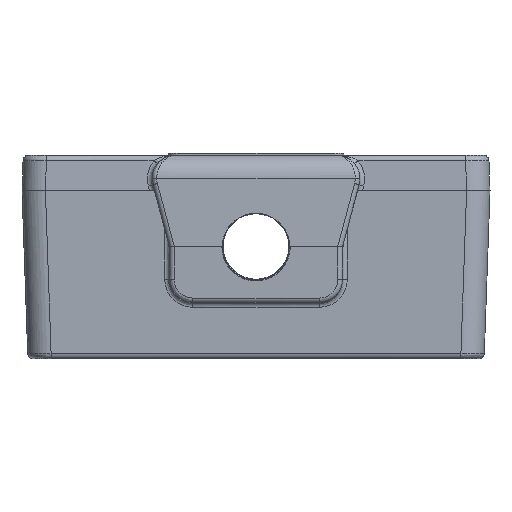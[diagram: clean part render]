
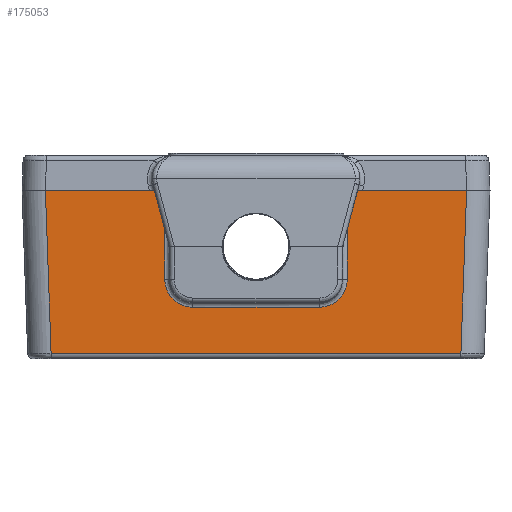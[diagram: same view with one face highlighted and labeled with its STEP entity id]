
A CAD part, left-side view. The second image highlights one B-rep face of the part: STEP entity #175053.
In plain terms, the highlighted planar face has unit normal (-1, 0, -0.018).
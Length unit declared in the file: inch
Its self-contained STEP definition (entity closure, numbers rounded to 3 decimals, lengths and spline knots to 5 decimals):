
#595 = CARTESIAN_POINT ( 'NONE',  ( -2.26603, 0.4836, -0.09133 ) ) ;
#4464 = DIRECTION ( 'NONE',  ( 0.017, 0., -1. ) ) ;
#4773 = CARTESIAN_POINT ( 'NONE',  ( -2.26417, 0.37676, -0.19816 ) ) ;
#8058 = CARTESIAN_POINT ( 'NONE',  ( -2.275, -1.375, 0.4225 ) ) ;
#21440 = VERTEX_POINT ( 'NONE', #70884 ) ;
#21593 = LINE ( 'NONE', #193085, #254542 ) ;
#24605 = B_SPLINE_CURVE_WITH_KNOTS ( 'NONE', 3,
 ( #238537, #262172, #47426, #71042, #26570, #241249, #50142, #175773, #135174, #29299 ),
 .UNSPECIFIED., .F., .F.,
 ( 4, 2, 2, 2, 4 ),
 ( 0., 0.25, 0.5, 0.75, 1. ),
 .UNSPECIFIED. ) ;
#26570 = CARTESIAN_POINT ( 'NONE',  ( -2.26462, -0.42967, -0.17199 ) ) ;
#29299 = CARTESIAN_POINT ( 'NONE',  ( -2.26672, -0.4875, -0.05206 ) ) ;
#36667 = ORIENTED_EDGE ( 'NONE', *, *, #125690, .F. ) ;
#45266 = VECTOR ( 'NONE', #233874, 39.37008 ) ;
#47426 = CARTESIAN_POINT ( 'NONE',  ( -2.26417, -0.37677, -0.19816 ) ) ;
#48453 = DIRECTION ( 'NONE',  ( 0., -1., 0. ) ) ;
#50142 = CARTESIAN_POINT ( 'NONE',  ( -2.2654, -0.46858, -0.12761 ) ) ;
#51499 = DIRECTION ( 'NONE',  ( 0.017, 0., -1. ) ) ;
#51629 = PLANE ( 'NONE',  #118796 ) ;
#55623 = LINE ( 'NONE', #98907, #117745 ) ;
#61143 = EDGE_CURVE ( 'NONE', #115466, #175082, #55623, .T. ) ;
#63609 = CARTESIAN_POINT ( 'NONE',  ( -2.2641, -1.375, -0.20206 ) ) ;
#64867 = ORIENTED_EDGE ( 'NONE', *, *, #122078, .F. ) ;
#66014 = CARTESIAN_POINT ( 'NONE',  ( -2.26672, 0.4875, -0.05206 ) ) ;
#68891 = EDGE_CURVE ( 'NONE', #21440, #176714, #230612, .T. ) ;
#70884 = CARTESIAN_POINT ( 'NONE',  ( -2.275, -1.125, 0.4225 ) ) ;
#71042 = CARTESIAN_POINT ( 'NONE',  ( -2.26443, -0.41306, -0.18317 ) ) ;
#71288 = VERTEX_POINT ( 'NONE', #124613 ) ;
#73474 = LINE ( 'NONE', #8058, #220325 ) ;
#83090 = ORIENTED_EDGE ( 'NONE', *, *, #112895, .F. ) ;
#85539 = ORIENTED_EDGE ( 'NONE', *, *, #240339, .F. ) ;
#88092 = CARTESIAN_POINT ( 'NONE',  ( -2.26672, 0.4875, -0.05206 ) ) ;
#88125 = CARTESIAN_POINT ( 'NONE',  ( -2.2641, 0.3375, -0.20206 ) ) ;
#93588 = CARTESIAN_POINT ( 'NONE',  ( -2.275, -0.4875, 0.4225 ) ) ;
#98907 = CARTESIAN_POINT ( 'NONE',  ( -2.25161, 0.4875, -0.91765 ) ) ;
#100565 = ORIENTED_EDGE ( 'NONE', *, *, #185382, .F. ) ;
#102813 = CARTESIAN_POINT ( 'NONE',  ( -2.275, -1.375, 0.4225 ) ) ;
#103723 = EDGE_CURVE ( 'NONE', #180214, #21440, #120998, .T. ) ;
#106387 = ORIENTED_EDGE ( 'NONE', *, *, #210698, .F. ) ;
#106891 = CARTESIAN_POINT ( 'NONE',  ( -2.2598, -0.6875, -0.44802 ) ) ;
#107664 = VECTOR ( 'NONE', #147228, 39.37008 ) ;
#112143 = CARTESIAN_POINT ( 'NONE',  ( -2.2654, 0.46861, -0.12763 ) ) ;
#112895 = EDGE_CURVE ( 'NONE', #175082, #115208, #153691, .T. ) ;
#115208 = VERTEX_POINT ( 'NONE', #88125 ) ;
#115466 = VERTEX_POINT ( 'NONE', #217468 ) ;
#117745 = VECTOR ( 'NONE', #51499, 39.37008 ) ;
#118796 = AXIS2_PLACEMENT_3D ( 'NONE', #136680, #219123, #4464 ) ;
#120998 = LINE ( 'NONE', #102813, #123046 ) ;
#122078 = EDGE_CURVE ( 'NONE', #71288, #133441, #24605, .T. ) ;
#123046 = VECTOR ( 'NONE', #185086, 39.37008 ) ;
#124298 = CARTESIAN_POINT ( 'NONE',  ( -2.25161, -0.4875, -0.91765 ) ) ;
#124613 = CARTESIAN_POINT ( 'NONE',  ( -2.2641, -0.3375, -0.20206 ) ) ;
#125690 = EDGE_CURVE ( 'NONE', #176714, #246707, #127740, .T. ) ;
#127740 = LINE ( 'NONE', #106891, #107664 ) ;
#131964 = ORIENTED_EDGE ( 'NONE', *, *, #68891, .F. ) ;
#133441 = VERTEX_POINT ( 'NONE', #171410 ) ;
#135174 = CARTESIAN_POINT ( 'NONE',  ( -2.26637, -0.4875, -0.0717 ) ) ;
#136680 = CARTESIAN_POINT ( 'NONE',  ( -2.25161, -1.375, -0.91765 ) ) ;
#143681 = ORIENTED_EDGE ( 'NONE', *, *, #170575, .F. ) ;
#147228 = DIRECTION ( 'NONE',  ( 0., 1., 0. ) ) ;
#148329 = CARTESIAN_POINT ( 'NONE',  ( -2.26443, 0.41305, -0.18314 ) ) ;
#153691 = B_SPLINE_CURVE_WITH_KNOTS ( 'NONE', 3,
 ( #66014, #216668, #595, #112143, #170701, #215302, #148329, #4773, #233532, #197115 ),
 .UNSPECIFIED., .F., .F.,
 ( 4, 2, 2, 2, 4 ),
 ( 0., 0.25, 0.5, 0.75, 1. ),
 .UNSPECIFIED. ) ;
#158512 = ORIENTED_EDGE ( 'NONE', *, *, #103723, .F. ) ;
#170575 = EDGE_CURVE ( 'NONE', #246707, #236873, #21593, .T. ) ;
#170701 = CARTESIAN_POINT ( 'NONE',  ( -2.26511, 0.45743, -0.14423 ) ) ;
#170761 = DIRECTION ( 'NONE',  ( -0.017, 0.035, 0.999 ) ) ;
#171410 = CARTESIAN_POINT ( 'NONE',  ( -2.26672, -0.4875, -0.05206 ) ) ;
#175053 = ADVANCED_FACE ( 'NONE', ( #195471 ), #51629, .F. ) ;
#175082 = VERTEX_POINT ( 'NONE', #88092 ) ;
#175773 = CARTESIAN_POINT ( 'NONE',  ( -2.26603, -0.4836, -0.09132 ) ) ;
#176714 = VERTEX_POINT ( 'NONE', #188479 ) ;
#180214 = VERTEX_POINT ( 'NONE', #93588 ) ;
#185086 = DIRECTION ( 'NONE',  ( 0., -1., 0. ) ) ;
#185382 = EDGE_CURVE ( 'NONE', #115208, #71288, #232514, .T. ) ;
#188479 = CARTESIAN_POINT ( 'NONE',  ( -2.2598, -1.0946, -0.44802 ) ) ;
#193085 = CARTESIAN_POINT ( 'NONE',  ( -2.2598, 1.0946, -0.44802 ) ) ;
#195471 = FACE_OUTER_BOUND ( 'NONE', #262735, .T. ) ;
#197115 = CARTESIAN_POINT ( 'NONE',  ( -2.2641, 0.3375, -0.20206 ) ) ;
#207939 = LINE ( 'NONE', #124298, #213966 ) ;
#209659 = DIRECTION ( 'NONE',  ( 0.017, 0.035, -0.999 ) ) ;
#210698 = EDGE_CURVE ( 'NONE', #236873, #115466, #73474, .T. ) ;
#213966 = VECTOR ( 'NONE', #270710, 39.37008 ) ;
#215302 = CARTESIAN_POINT ( 'NONE',  ( -2.26462, 0.42968, -0.17202 ) ) ;
#216668 = CARTESIAN_POINT ( 'NONE',  ( -2.26637, 0.48746, -0.0717 ) ) ;
#217468 = CARTESIAN_POINT ( 'NONE',  ( -2.275, 0.4875, 0.4225 ) ) ;
#219123 = DIRECTION ( 'NONE',  ( 1., 0., 0.017 ) ) ;
#220325 = VECTOR ( 'NONE', #48453, 39.37008 ) ;
#229133 = CARTESIAN_POINT ( 'NONE',  ( -2.25977, 1.0946, -0.44802 ) ) ;
#230612 = LINE ( 'NONE', #252905, #259318 ) ;
#232514 = LINE ( 'NONE', #63609, #45266 ) ;
#233441 = ORIENTED_EDGE ( 'NONE', *, *, #61143, .F. ) ;
#233532 = CARTESIAN_POINT ( 'NONE',  ( -2.2641, 0.35713, -0.20207 ) ) ;
#233874 = DIRECTION ( 'NONE',  ( 0., -1., 0. ) ) ;
#236873 = VERTEX_POINT ( 'NONE', #237236 ) ;
#237236 = CARTESIAN_POINT ( 'NONE',  ( -2.275, 1.125, 0.4225 ) ) ;
#238537 = CARTESIAN_POINT ( 'NONE',  ( -2.2641, -0.3375, -0.20206 ) ) ;
#240339 = EDGE_CURVE ( 'NONE', #133441, #180214, #207939, .T. ) ;
#241249 = CARTESIAN_POINT ( 'NONE',  ( -2.26511, -0.45745, -0.14424 ) ) ;
#246707 = VERTEX_POINT ( 'NONE', #229133 ) ;
#252905 = CARTESIAN_POINT ( 'NONE',  ( -2.25184, -1.07867, -0.90408 ) ) ;
#254542 = VECTOR ( 'NONE', #170761, 39.37008 ) ;
#259318 = VECTOR ( 'NONE', #209659, 39.37008 ) ;
#262172 = CARTESIAN_POINT ( 'NONE',  ( -2.2641, -0.35714, -0.20203 ) ) ;
#262735 = EDGE_LOOP ( 'NONE', ( #106387, #143681, #36667, #131964, #158512, #85539, #64867, #100565, #83090, #233441 ) ) ;
#270710 = DIRECTION ( 'NONE',  ( -0.017, 0., 1. ) ) ;
